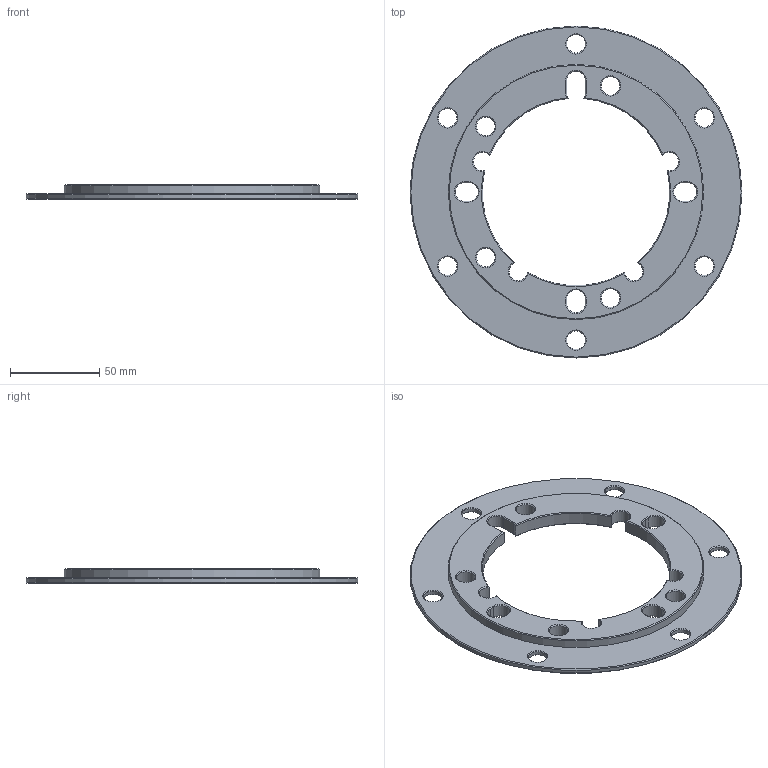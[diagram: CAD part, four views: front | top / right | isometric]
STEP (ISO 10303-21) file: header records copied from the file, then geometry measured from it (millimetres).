
FILE_DESCRIPTION(/* description */ (''),/* implementation_level */ '2;1');
FILE_NAME(/* name */ 'ADP.MULTI.stp',/* time_stamp */ '2016-05-28T08:30:49+02:00',/* author */ ('win7'),/* organization */ (''),/* preprocessor_version */ 'ST-DEVELOPER v15.2',/* originating_system */ 'Autodesk Inventor 2014',/* authorisation */ '');
FILE_SCHEMA (('AUTOMOTIVE_DESIGN { 1 0 10303 214 3 1 1 }'));
Length unit declared in the file: millimetre
Products named in the file (1): ADP.MULTI
Bounding box: 186 x 186 x 8 mm (x, y, z)
Volume: 81873.4 mm3; surface area: 42678.7 mm2
Topology: 1 solids, 1 shells, 116 faces, 270 edges, 157 vertices
Faces by surface type: cone 59, cylinder 30, plane 27
Full cylindrical faces by diameter (mm): 10.4 x10, 143 x1, 186 x1
Entity records: 3129 total; most frequent: DIRECTION 562, CARTESIAN_POINT 557, ORIENTED_EDGE 458, AXIS2_PLACEMENT_3D 236, EDGE_CURVE 229, EDGE_LOOP 180, VERTEX_POINT 151, CIRCLE 119
